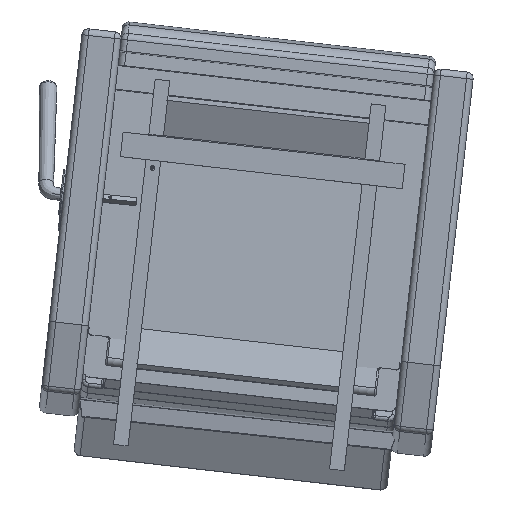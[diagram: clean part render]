
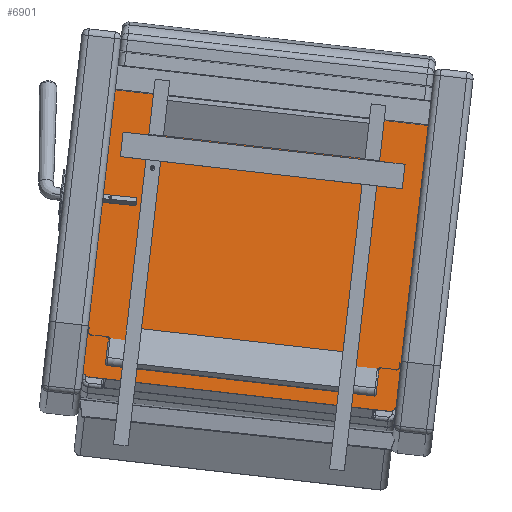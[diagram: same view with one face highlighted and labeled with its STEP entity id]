
A CAD part, front view. The second image highlights one B-rep face of the part: STEP entity #6901.
In plain terms, the highlighted face is planar.
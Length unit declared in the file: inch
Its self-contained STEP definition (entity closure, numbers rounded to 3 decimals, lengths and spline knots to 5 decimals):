
#250=PLANE('',#7627);
#628=LINE('',#11200,#1155);
#645=LINE('',#11311,#1172);
#646=LINE('',#11313,#1173);
#647=LINE('',#11314,#1174);
#1155=VECTOR('',#8816,0.3937);
#1172=VECTOR('',#8911,0.3937);
#1173=VECTOR('',#8912,0.3937);
#1174=VECTOR('',#8913,0.3937);
#1874=FACE_OUTER_BOUND('',#2338,.T.);
#2338=EDGE_LOOP('',(#5206,#5207,#5208,#5209,#5210,#5211));
#2791=CIRCLE('',#7563,0.5);
#2816=CIRCLE('',#7608,0.5);
#3203=VERTEX_POINT('',#11148);
#3204=VERTEX_POINT('',#11150);
#3220=VERTEX_POINT('',#11198);
#3233=VERTEX_POINT('',#11280);
#3240=VERTEX_POINT('',#11310);
#3241=VERTEX_POINT('',#11312);
#3901=EDGE_CURVE('',#3203,#3204,#2791,.T.);
#3926=EDGE_CURVE('',#3203,#3220,#628,.T.);
#3950=EDGE_CURVE('',#3233,#3220,#2816,.T.);
#3964=EDGE_CURVE('',#3240,#3233,#645,.T.);
#3965=EDGE_CURVE('',#3241,#3240,#646,.T.);
#3966=EDGE_CURVE('',#3241,#3204,#647,.T.);
#5206=ORIENTED_EDGE('',*,*,#3901,.F.);
#5207=ORIENTED_EDGE('',*,*,#3926,.T.);
#5208=ORIENTED_EDGE('',*,*,#3950,.F.);
#5209=ORIENTED_EDGE('',*,*,#3964,.F.);
#5210=ORIENTED_EDGE('',*,*,#3965,.F.);
#5211=ORIENTED_EDGE('',*,*,#3966,.T.);
#6901=ADVANCED_FACE('',(#1874),#250,.T.);
#7563=AXIS2_PLACEMENT_3D('',#11151,#8757,#8758);
#7608=AXIS2_PLACEMENT_3D('',#11282,#8869,#8870);
#7627=AXIS2_PLACEMENT_3D('',#11309,#8909,#8910);
#8757=DIRECTION('center_axis',(0.,1.,0.));
#8758=DIRECTION('ref_axis',(-0.707,0.,-0.707));
#8816=DIRECTION('',(1.,0.,0.));
#8869=DIRECTION('center_axis',(0.,1.,0.));
#8870=DIRECTION('ref_axis',(0.707,0.,-0.707));
#8909=DIRECTION('center_axis',(0.,-1.,0.));
#8910=DIRECTION('ref_axis',(0.,0.,-1.));
#8911=DIRECTION('',(0.,0.,-1.));
#8912=DIRECTION('',(1.,0.,0.));
#8913=DIRECTION('',(0.,0.,-1.));
#11148=CARTESIAN_POINT('',(0.5,0.,0.));
#11150=CARTESIAN_POINT('',(0.,0.,0.5));
#11151=CARTESIAN_POINT('Origin',(0.5,0.,0.5));
#11198=CARTESIAN_POINT('',(23.5,0.,0.));
#11200=CARTESIAN_POINT('',(0.,0.,0.));
#11280=CARTESIAN_POINT('',(24.,0.,0.5));
#11282=CARTESIAN_POINT('Origin',(23.5,0.,0.5));
#11309=CARTESIAN_POINT('Origin',(0.,0.,22.));
#11310=CARTESIAN_POINT('',(24.,0.,22.));
#11311=CARTESIAN_POINT('',(24.,0.,22.));
#11312=CARTESIAN_POINT('',(0.,0.,22.));
#11313=CARTESIAN_POINT('',(0.,0.,22.));
#11314=CARTESIAN_POINT('',(0.,0.,22.));
